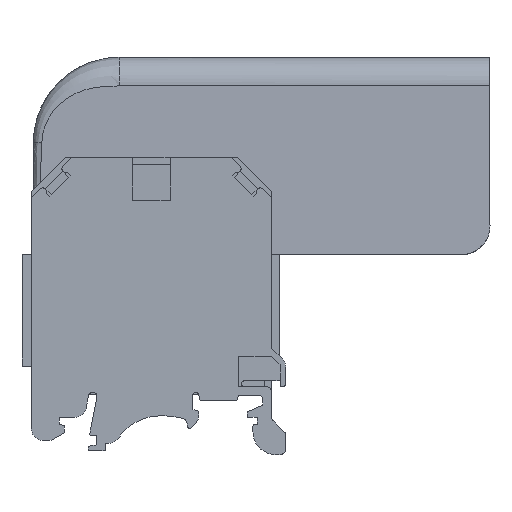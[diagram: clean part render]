
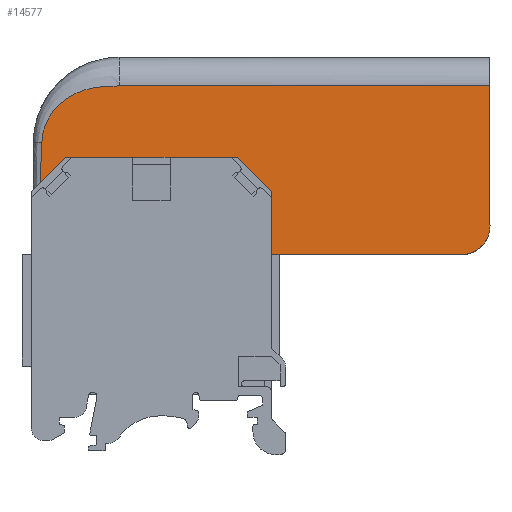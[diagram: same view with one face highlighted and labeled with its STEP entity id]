
A CAD part, left-side view. The second image highlights one B-rep face of the part: STEP entity #14577.
In plain terms, the highlighted planar face has unit normal (-1, 0, 0.004).
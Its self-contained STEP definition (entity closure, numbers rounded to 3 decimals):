
#38=(
BOUNDED_CURVE()
B_SPLINE_CURVE(3,(#19403,#19404,#19405,#19406),.UNSPECIFIED.,.F.,.F.)
B_SPLINE_CURVE_WITH_KNOTS((4,4),(0.,0.019),
 .UNSPECIFIED.)
CURVE()
GEOMETRIC_REPRESENTATION_ITEM()
RATIONAL_B_SPLINE_CURVE((1.,1.,1.,1.))
REPRESENTATION_ITEM('')
);
#42=ELLIPSE('',#15170,5.,5.);
#457=LINE('',#19364,#1741);
#463=LINE('',#19376,#1747);
#464=LINE('',#19380,#1748);
#465=LINE('',#19382,#1749);
#1741=VECTOR('',#16104,1000.);
#1747=VECTOR('',#16112,1000.);
#1748=VECTOR('',#16115,1000.);
#1749=VECTOR('',#16116,1000.);
#2960=PLANE('',#15169);
#3558=ORIENTED_EDGE('',*,*,#6669,.T.);
#3559=ORIENTED_EDGE('',*,*,#6670,.T.);
#3560=ORIENTED_EDGE('',*,*,#6671,.F.);
#3561=ORIENTED_EDGE('',*,*,#6672,.T.);
#3562=ORIENTED_EDGE('',*,*,#6673,.T.);
#3563=ORIENTED_EDGE('',*,*,#6674,.F.);
#3564=ORIENTED_EDGE('',*,*,#6663,.F.);
#6663=EDGE_CURVE('',#8218,#8219,#457,.T.);
#6669=EDGE_CURVE('',#8218,#8224,#463,.T.);
#6670=EDGE_CURVE('',#8224,#8225,#42,.T.);
#6671=EDGE_CURVE('',#8226,#8225,#464,.T.);
#6672=EDGE_CURVE('',#8226,#8227,#465,.T.);
#6673=EDGE_CURVE('',#8227,#8228,#9180,.T.);
#6674=EDGE_CURVE('',#8219,#8228,#38,.T.);
#8218=VERTEX_POINT('',#19363);
#8219=VERTEX_POINT('',#19365);
#8224=VERTEX_POINT('',#19377);
#8225=VERTEX_POINT('',#19379);
#8226=VERTEX_POINT('',#19381);
#8227=VERTEX_POINT('',#19383);
#8228=VERTEX_POINT('',#19402);
#9180=B_SPLINE_CURVE_WITH_KNOTS('',3,(#19384,#19385,#19386,#19387,#19388,
#19389,#19390,#19391,#19392,#19393,#19394,#19395,#19396,#19397,#19398,#19399,
#19400,#19401),.UNSPECIFIED.,.F.,.F.,(4,2,2,2,2,2,2,2,4),(0.,0.196,
0.391,0.587,0.783,0.979,
1.174,1.37,1.566),.UNSPECIFIED.);
#9305=EDGE_LOOP('',(#3558,#3559,#3560,#3561,#3562,#3563,#3564));
#9934=FACE_BOUND('',#9305,.T.);
#14577=ADVANCED_FACE('',(#9934),#2960,.T.);
#15169=AXIS2_PLACEMENT_3D('',#19375,#16110,#16111);
#15170=AXIS2_PLACEMENT_3D('',#19378,#16113,#16114);
#16104=DIRECTION('',(0.,1.,0.));
#16110=DIRECTION('',(-1.,0.,0.004));
#16111=DIRECTION('',(-0.004,0.,-1.));
#16112=DIRECTION('',(0.,-1.,0.));
#16113=DIRECTION('',(-1.,0.,0.004));
#16114=DIRECTION('',(-0.004,0.,-1.));
#16115=DIRECTION('',(-0.004,-0.004,-1.));
#16116=DIRECTION('',(0.,1.,0.));
#19363=CARTESIAN_POINT('',(-17.,-22.5,1.));
#19364=CARTESIAN_POINT('',(-17.,0.,1.));
#19365=CARTESIAN_POINT('',(-17.,20.6,1.));
#19375=CARTESIAN_POINT('',(-17.,19.1,1.));
#19376=CARTESIAN_POINT('',(-17.,19.1,1.));
#19377=CARTESIAN_POINT('',(-17.,-54.378,1.));
#19378=CARTESIAN_POINT('',(-16.978,-54.378,6.));
#19379=CARTESIAN_POINT('',(-16.978,-59.378,6.022));
#19380=CARTESIAN_POINT('',(-16.999,-59.399,1.144));
#19381=CARTESIAN_POINT('',(-16.871,-59.271,30.522));
#19382=CARTESIAN_POINT('',(-16.871,-91.857,30.522));
#19383=CARTESIAN_POINT('',(-16.871,5.515,30.522));
#19384=CARTESIAN_POINT('',(-16.871,5.515,30.522));
#19385=CARTESIAN_POINT('',(-16.871,6.168,30.522));
#19386=CARTESIAN_POINT('',(-16.871,6.824,30.513));
#19387=CARTESIAN_POINT('',(-16.872,8.162,30.441));
#19388=CARTESIAN_POINT('',(-16.872,8.847,30.378));
#19389=CARTESIAN_POINT('',(-16.873,10.245,30.153));
#19390=CARTESIAN_POINT('',(-16.874,10.96,29.991));
#19391=CARTESIAN_POINT('',(-16.876,12.394,29.526));
#19392=CARTESIAN_POINT('',(-16.877,13.113,29.223));
#19393=CARTESIAN_POINT('',(-16.88,14.507,28.449));
#19394=CARTESIAN_POINT('',(-16.882,15.182,27.977));
#19395=CARTESIAN_POINT('',(-16.887,16.424,26.862));
#19396=CARTESIAN_POINT('',(-16.89,16.99,26.219));
#19397=CARTESIAN_POINT('',(-16.896,17.944,24.785));
#19398=CARTESIAN_POINT('',(-16.9,18.331,23.995));
#19399=CARTESIAN_POINT('',(-16.907,18.865,22.325));
#19400=CARTESIAN_POINT('',(-16.911,19.011,21.447));
#19401=CARTESIAN_POINT('',(-16.915,19.015,20.565));
#19402=CARTESIAN_POINT('',(-16.915,19.015,20.565));
#19403=CARTESIAN_POINT('',(-17.,20.6,1.));
#19404=CARTESIAN_POINT('',(-16.972,19.822,7.521));
#19405=CARTESIAN_POINT('',(-16.943,19.043,14.041));
#19406=CARTESIAN_POINT('',(-16.915,19.015,20.565));
